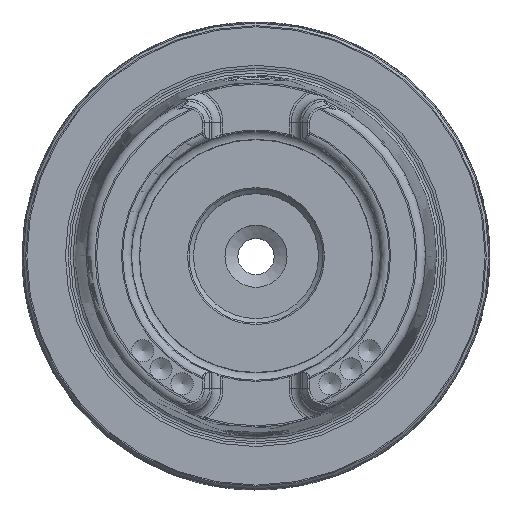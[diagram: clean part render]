
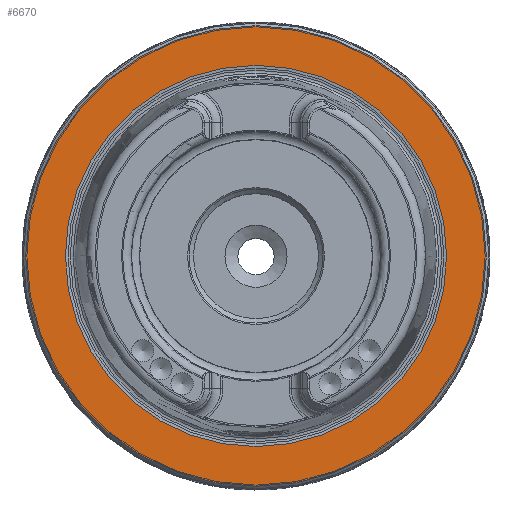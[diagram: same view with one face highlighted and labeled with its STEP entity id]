
A CAD part, top view. The second image highlights one B-rep face of the part: STEP entity #6670.
In plain terms, the highlighted planar face has unit normal (0, 0, 1).
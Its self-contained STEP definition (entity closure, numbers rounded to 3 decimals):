
#763=PLANE('',#7192);
#1640=ORIENTED_EDGE('',*,*,#2495,.T.);
#1641=ORIENTED_EDGE('',*,*,#2494,.F.);
#2494=EDGE_CURVE('',#2988,#2988,#3266,.T.);
#2495=EDGE_CURVE('',#2989,#2989,#3267,.T.);
#2988=VERTEX_POINT('',#10576);
#2989=VERTEX_POINT('',#10579);
#3266=CIRCLE('',#7191,25.782);
#3267=CIRCLE('',#7193,31.15);
#3630=EDGE_LOOP('',(#1640));
#3631=EDGE_LOOP('',(#1641));
#4100=FACE_BOUND('',#3630,.T.);
#4101=FACE_BOUND('',#3631,.T.);
#6670=ADVANCED_FACE('',(#4100,#4101),#763,.T.);
#7191=AXIS2_PLACEMENT_3D('',#10575,#8316,#8317);
#7192=AXIS2_PLACEMENT_3D('',#10577,#8318,#8319);
#7193=AXIS2_PLACEMENT_3D('',#10578,#8320,#8321);
#8316=DIRECTION('',(0.,0.,1.));
#8317=DIRECTION('',(1.,0.,0.));
#8318=DIRECTION('',(0.,0.,1.));
#8319=DIRECTION('',(1.,0.,0.));
#8320=DIRECTION('',(0.,0.,1.));
#8321=DIRECTION('',(1.,0.,0.));
#10575=CARTESIAN_POINT('',(0.,0.,0.2));
#10576=CARTESIAN_POINT('',(25.782,0.,0.2));
#10577=CARTESIAN_POINT('',(25.782,0.,0.2));
#10578=CARTESIAN_POINT('',(0.,0.,0.2));
#10579=CARTESIAN_POINT('',(31.15,0.,0.2));
